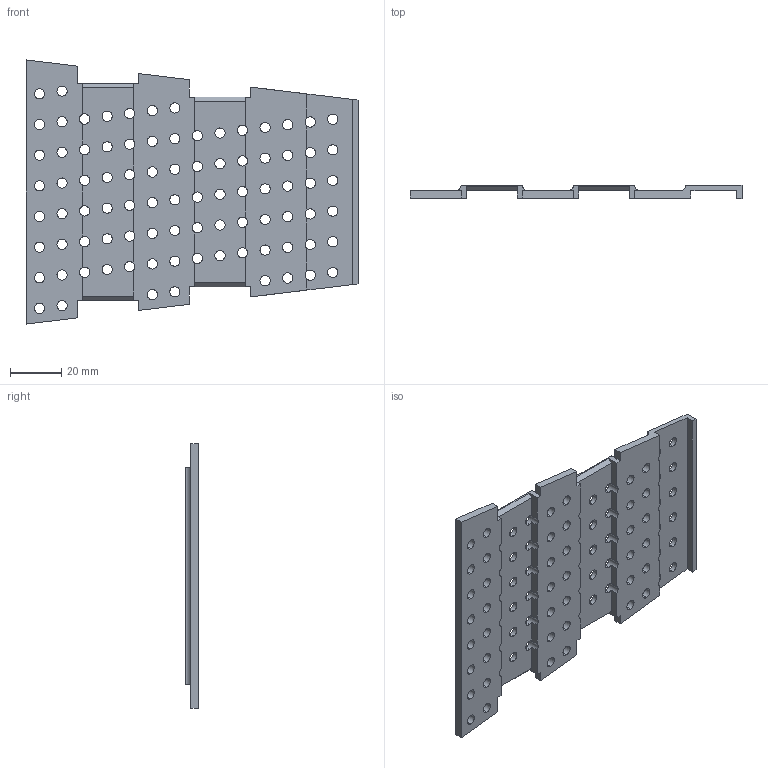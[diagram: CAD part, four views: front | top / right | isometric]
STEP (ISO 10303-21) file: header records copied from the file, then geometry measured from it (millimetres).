
FILE_DESCRIPTION (( 'STEP AP214' ), '1' );
FILE_NAME ('µç³Ø²Ö.STEP', '2023-07-05T15:52:10', ( '' ), ( '' ), 'SwSTEP 2.0', 'SolidWorks 2018', '' );
FILE_SCHEMA (( 'AUTOMOTIVE_DESIGN' ));
Length unit declared in the file: millimetre
Products named in the file (1): 萇喀累
Bounding box: 130 x 5 x 103.4 mm (x, y, z)
Volume: 27361.3 mm3; surface area: 25644 mm2
Topology: 1 solids, 1 shells, 250 faces, 828 edges, 552 vertices
Faces by surface type: cylinder 179, plane 71
Entity records: 9646 total; most frequent: DIRECTION 1740, ORIENTED_EDGE 1656, CARTESIAN_POINT 1637, EDGE_CURVE 828, AXIS2_PLACEMENT_3D 663, VERTEX_POINT 552, VECTOR 414, LINE 414
